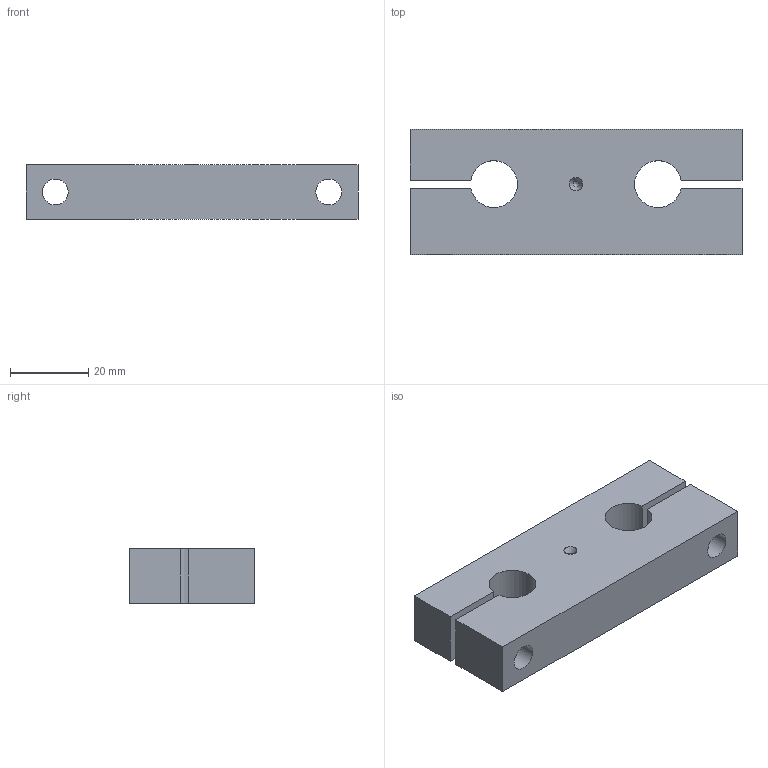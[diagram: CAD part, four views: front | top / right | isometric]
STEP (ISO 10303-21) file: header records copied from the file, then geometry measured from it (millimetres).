
FILE_DESCRIPTION( ( 'STEP AP214' ), '1' );
FILE_NAME( 'TAA-12_2_14a.stp', ' ', ( ' ' ), ( ' ' ), 'PSStep 15.0.47', 'PARTsolutions', ' ' );
FILE_SCHEMA( ( 'AUTOMOTIVE_DESIGN { 1 0 10303 214 1 1 1 1 }' ) );
Length unit declared in the file: millimetre
Products named in the file (1): HI_TAA-12
Bounding box: 85 x 32 x 14 mm (x, y, z)
Volume: 30946.3 mm3; surface area: 11174.8 mm2
Topology: 1 solids, 1 shells, 25 faces, 63 edges, 42 vertices
Faces by surface type: plane 14, cylinder 9, cone 2
Full cylindrical faces by diameter (mm): 1.6 x1, 6.6 x4, 11 x2
Entity records: 920 total; most frequent: DIRECTION 122, CARTESIAN_POINT 117, ORIENTED_EDGE 102, EDGE_CURVE 51, AXIS2_PLACEMENT_3D 45, EDGE_LOOP 44, VERTEX_POINT 40, FACE_OUTER_BOUND 32
